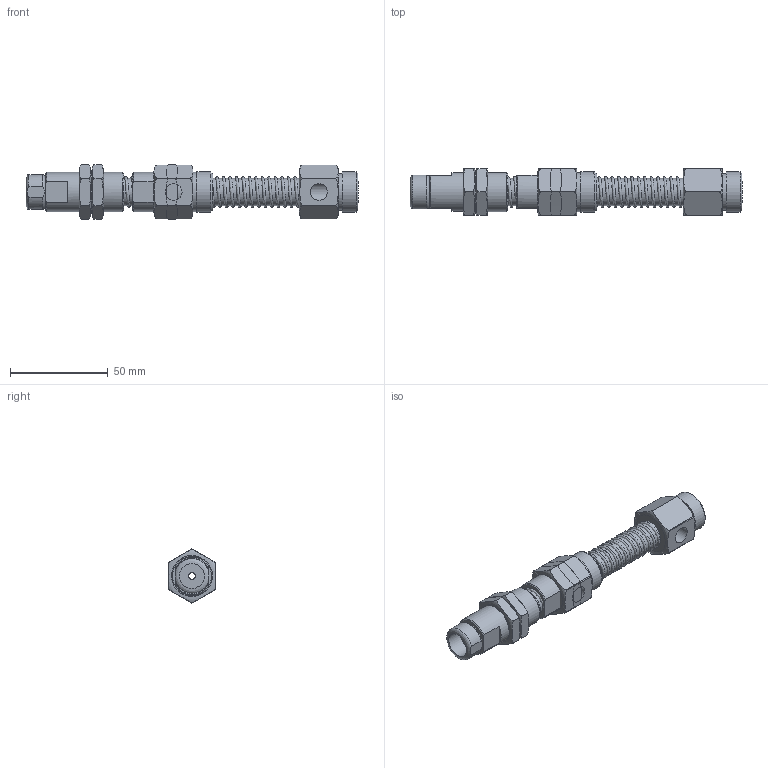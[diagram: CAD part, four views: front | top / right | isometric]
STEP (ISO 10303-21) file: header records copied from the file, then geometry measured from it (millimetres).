
FILE_DESCRIPTION( ( 'Unknown' ), '1' );
FILE_NAME( 'L1250.stp', 'Unknown', ( 'Unknown' ), ( 'Unknown' ), 'PSStep 10.0', 'Unknown', ' ' );
FILE_SCHEMA( ( 'AUTOMOTIVE_DESIGN { 1 0 10303 214 1 1 1 1 }' ) );
Length unit declared in the file: millimetre
Products named in the file (7): Assem1; SHA; NIPPLE-1; HOU; NIPPLE; NUT(M20XP1.5); spring
Bounding box: 170 x 24 x 27.71 mm (x, y, z)
Surface area: 53173.6 mm2 (no closed solid volume)
Topology: 0 solids, 181 shells, 181 faces, 690 edges, 605 vertices
Faces by surface type: plane 80, cylinder 53, cone 32, revolution 14, bspline 2
Full cylindrical faces by diameter (mm): 3.298 x2, 3.341 x2, 8 x2, 8.7 x4, 8.8 x4, 9.8 x8, 10 x2, 12.8 x2, 13.9 x4, 18.5 x5, 20 x2, 20.5 x2, 23 x2
Entity records: 7937 total; most frequent: CARTESIAN_POINT 4957, DIRECTION 444, ORIENTED_EDGE 264, EDGE_CURVE 264, VERTEX_POINT 264, AXIS2_PLACEMENT_3D 191, FACE_BOUND 142, EDGE_LOOP 142
